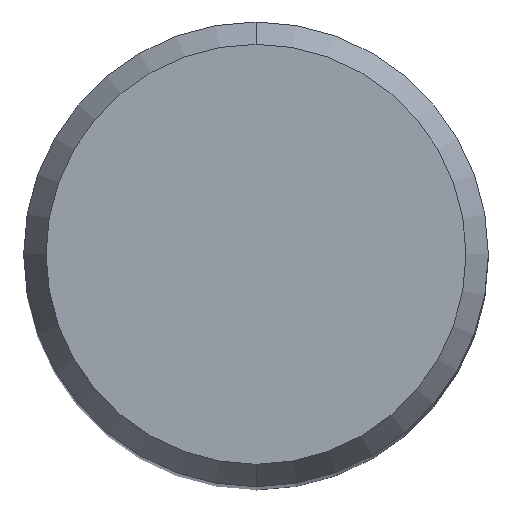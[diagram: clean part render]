
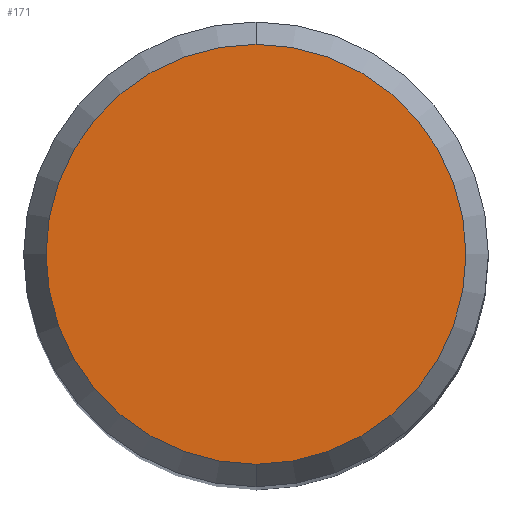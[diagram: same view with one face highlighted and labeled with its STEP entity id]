
A CAD part, top view. The second image highlights one B-rep face of the part: STEP entity #171.
In plain terms, the highlighted planar face has unit normal (0, 0, 1).
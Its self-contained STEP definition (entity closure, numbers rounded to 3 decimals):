
#139=EDGE_CURVE('',#149,#245,#345,.T.);
#149=VERTEX_POINT('',#356);
#171=ADVANCED_FACE('',(#381),#382,.T.);
#227=EDGE_CURVE('',#245,#149,#448,.T.);
#245=VERTEX_POINT('',#467);
#345=CIRCLE('',#569,4.304);
#356=CARTESIAN_POINT('',(0.,-4.304,0.01));
#381=FACE_OUTER_BOUND('',#618,.T.);
#382=PLANE('',#619);
#448=CIRCLE('',#702,4.304);
#467=CARTESIAN_POINT('',(0.0,4.304,0.01));
#569=AXIS2_PLACEMENT_3D('',#841,#842,#843);
#618=EDGE_LOOP('',(#891,#892));
#619=AXIS2_PLACEMENT_3D('',#893,#894,#895);
#702=AXIS2_PLACEMENT_3D('',#992,#993,#994);
#841=CARTESIAN_POINT('',(0.0,0.0,0.01));
#842=DIRECTION('',(0.0,0.0,-1.0));
#843=DIRECTION('',(0.0,1.0,0.0));
#891=ORIENTED_EDGE('',*,*,#227,.F.);
#892=ORIENTED_EDGE('',*,*,#139,.F.);
#893=CARTESIAN_POINT('',(0.0,2.152,0.01));
#894=DIRECTION('',(-0.0,0.0,1.0));
#895=DIRECTION('',(0.0,-1.0,0.0));
#992=CARTESIAN_POINT('',(0.0,0.0,0.01));
#993=DIRECTION('',(0.0,0.0,-1.0));
#994=DIRECTION('',(0.0,1.0,0.0));
